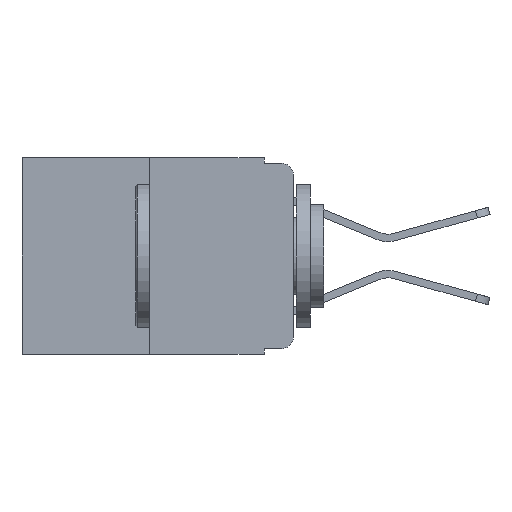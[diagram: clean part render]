
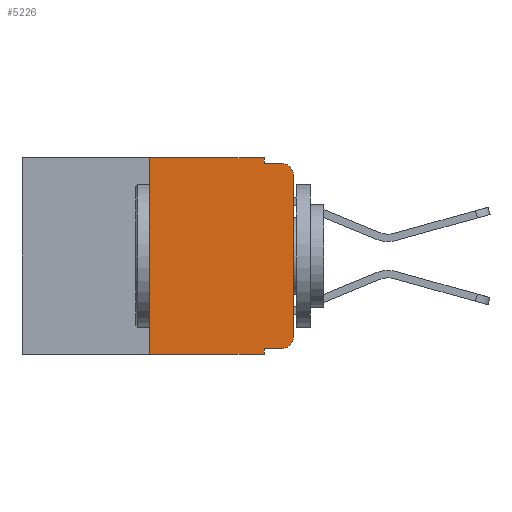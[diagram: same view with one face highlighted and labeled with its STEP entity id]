
A CAD part, left-side view. The second image highlights one B-rep face of the part: STEP entity #5226.
In plain terms, the highlighted planar face has unit normal (-1, 0, 0).
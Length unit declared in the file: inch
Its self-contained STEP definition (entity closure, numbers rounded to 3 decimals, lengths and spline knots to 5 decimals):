
#229 = DIRECTION ( 'NONE',  ( 0., -1., 0. ) ) ;
#281 = ORIENTED_EDGE ( 'NONE', *, *, #9679, .T. ) ;
#363 = DIRECTION ( 'NONE',  ( 0., -1., 0. ) ) ;
#498 = CARTESIAN_POINT ( 'NONE',  ( 0., 0.051, 0. ) ) ;
#562 = EDGE_CURVE ( 'NONE', #593, #12434, #12957, .T. ) ;
#593 = VERTEX_POINT ( 'NONE', #2373 ) ;
#624 = VECTOR ( 'NONE', #15960, 39.37008 ) ;
#672 = VECTOR ( 'NONE', #8911, 39.37008 ) ;
#760 = ORIENTED_EDGE ( 'NONE', *, *, #562, .T. ) ;
#898 = DIRECTION ( 'NONE',  ( 0., 0., 1. ) ) ;
#981 = CARTESIAN_POINT ( 'NONE',  ( 0., 0.25, 0. ) ) ;
#1336 = DIRECTION ( 'NONE',  ( 0., 0., -1. ) ) ;
#1525 = EDGE_CURVE ( 'NONE', #5138, #12434, #4003, .T. ) ;
#1570 = LINE ( 'NONE', #2788, #4610 ) ;
#1941 = VERTEX_POINT ( 'NONE', #14385 ) ;
#2028 = DIRECTION ( 'NONE',  ( -1., 0., 0. ) ) ;
#2195 = DIRECTION ( 'NONE',  ( 0., 0., -1. ) ) ;
#2251 = EDGE_CURVE ( 'NONE', #13899, #1941, #14100, .T. ) ;
#2373 = CARTESIAN_POINT ( 'NONE',  ( 0., 0., -0.03 ) ) ;
#2460 = VECTOR ( 'NONE', #14841, 39.37008 ) ;
#2721 = EDGE_CURVE ( 'NONE', #14550, #593, #13421, .T. ) ;
#2741 = CARTESIAN_POINT ( 'NONE',  ( 0., 0., 0. ) ) ;
#2761 = CARTESIAN_POINT ( 'NONE',  ( 0., 0.02, -0.01 ) ) ;
#2788 = CARTESIAN_POINT ( 'NONE',  ( 0., 0.473, -0.343 ) ) ;
#3355 = ORIENTED_EDGE ( 'NONE', *, *, #2721, .T. ) ;
#3364 = LINE ( 'NONE', #4805, #672 ) ;
#3828 = LINE ( 'NONE', #12749, #11503 ) ;
#3932 = EDGE_CURVE ( 'NONE', #12955, #5138, #3364, .T. ) ;
#4003 = LINE ( 'NONE', #12058, #9161 ) ;
#4149 = FACE_OUTER_BOUND ( 'NONE', #14341, .T. ) ;
#4429 = VERTEX_POINT ( 'NONE', #5955 ) ;
#4610 = VECTOR ( 'NONE', #15931, 39.37008 ) ;
#4805 = CARTESIAN_POINT ( 'NONE',  ( 0., 0.051, 0. ) ) ;
#5138 = VERTEX_POINT ( 'NONE', #8423 ) ;
#5226 = ADVANCED_FACE ( 'NONE', ( #4149 ), #14718, .F. ) ;
#5604 = LINE ( 'NONE', #12198, #11400 ) ;
#5955 = CARTESIAN_POINT ( 'NONE',  ( 0., 0.051, -0.343 ) ) ;
#6017 = VECTOR ( 'NONE', #898, 39.37008 ) ;
#6228 = CARTESIAN_POINT ( 'NONE',  ( 0., 0.02, -0.03 ) ) ;
#7161 = ORIENTED_EDGE ( 'NONE', *, *, #7303, .T. ) ;
#7303 = EDGE_CURVE ( 'NONE', #13899, #4429, #1570, .T. ) ;
#7384 = ORIENTED_EDGE ( 'NONE', *, *, #16812, .F. ) ;
#7889 = CARTESIAN_POINT ( 'NONE',  ( 0., 0., -0.313 ) ) ;
#8155 = ORIENTED_EDGE ( 'NONE', *, *, #1525, .F. ) ;
#8178 = LINE ( 'NONE', #8445, #2460 ) ;
#8354 = EDGE_CURVE ( 'NONE', #1941, #12955, #5604, .T. ) ;
#8423 = CARTESIAN_POINT ( 'NONE',  ( 0., 0.051, -0.01 ) ) ;
#8445 = CARTESIAN_POINT ( 'NONE',  ( 0., 0.051, 0. ) ) ;
#8868 = CARTESIAN_POINT ( 'NONE',  ( 0., 0.02, -0.333 ) ) ;
#8911 = DIRECTION ( 'NONE',  ( 0., 0., -1. ) ) ;
#9161 = VECTOR ( 'NONE', #229, 39.37008 ) ;
#9342 = AXIS2_PLACEMENT_3D ( 'NONE', #13162, #10227, #1336 ) ;
#9679 = EDGE_CURVE ( 'NONE', #14397, #14550, #11536, .T. ) ;
#9943 = ORIENTED_EDGE ( 'NONE', *, *, #2251, .F. ) ;
#10227 = DIRECTION ( 'NONE',  ( -1., 0., 0. ) ) ;
#11312 = CARTESIAN_POINT ( 'NONE',  ( 0., 0.051, -0.333 ) ) ;
#11400 = VECTOR ( 'NONE', #363, 39.37008 ) ;
#11503 = VECTOR ( 'NONE', #14391, 39.37008 ) ;
#11536 = CIRCLE ( 'NONE', #9342, 0.02 ) ;
#11900 = CARTESIAN_POINT ( 'NONE',  ( 0., 0.473, 0. ) ) ;
#12058 = CARTESIAN_POINT ( 'NONE',  ( 0., 0.051, -0.01 ) ) ;
#12112 = VERTEX_POINT ( 'NONE', #11312 ) ;
#12198 = CARTESIAN_POINT ( 'NONE',  ( 0., 0.473, 0. ) ) ;
#12434 = VERTEX_POINT ( 'NONE', #2761 ) ;
#12749 = CARTESIAN_POINT ( 'NONE',  ( 0., 0.051, -0.333 ) ) ;
#12955 = VERTEX_POINT ( 'NONE', #498 ) ;
#12957 = CIRCLE ( 'NONE', #16559, 0.02 ) ;
#13162 = CARTESIAN_POINT ( 'NONE',  ( 0., 0.02, -0.313 ) ) ;
#13421 = LINE ( 'NONE', #2741, #624 ) ;
#13738 = CARTESIAN_POINT ( 'NONE',  ( 0., 0.25, -0.343 ) ) ;
#13899 = VERTEX_POINT ( 'NONE', #13738 ) ;
#14092 = ORIENTED_EDGE ( 'NONE', *, *, #14463, .T. ) ;
#14100 = LINE ( 'NONE', #981, #6017 ) ;
#14156 = ORIENTED_EDGE ( 'NONE', *, *, #3932, .F. ) ;
#14341 = EDGE_LOOP ( 'NONE', ( #3355, #760, #8155, #14156, #17034, #9943, #7161, #7384, #14092, #281 ) ) ;
#14385 = CARTESIAN_POINT ( 'NONE',  ( 0., 0.25, 0. ) ) ;
#14391 = DIRECTION ( 'NONE',  ( 0., -1., 0. ) ) ;
#14397 = VERTEX_POINT ( 'NONE', #8868 ) ;
#14463 = EDGE_CURVE ( 'NONE', #12112, #14397, #3828, .T. ) ;
#14550 = VERTEX_POINT ( 'NONE', #7889 ) ;
#14565 = DIRECTION ( 'NONE',  ( 1., 0., 0. ) ) ;
#14718 = PLANE ( 'NONE',  #15729 ) ;
#14841 = DIRECTION ( 'NONE',  ( 0., 0., -1. ) ) ;
#15729 = AXIS2_PLACEMENT_3D ( 'NONE', #11900, #14565, #15862 ) ;
#15862 = DIRECTION ( 'NONE',  ( 0., 0., -1. ) ) ;
#15931 = DIRECTION ( 'NONE',  ( 0., -1., 0. ) ) ;
#15960 = DIRECTION ( 'NONE',  ( 0., 0., 1. ) ) ;
#16559 = AXIS2_PLACEMENT_3D ( 'NONE', #6228, #2028, #2195 ) ;
#16812 = EDGE_CURVE ( 'NONE', #12112, #4429, #8178, .T. ) ;
#17034 = ORIENTED_EDGE ( 'NONE', *, *, #8354, .F. ) ;
